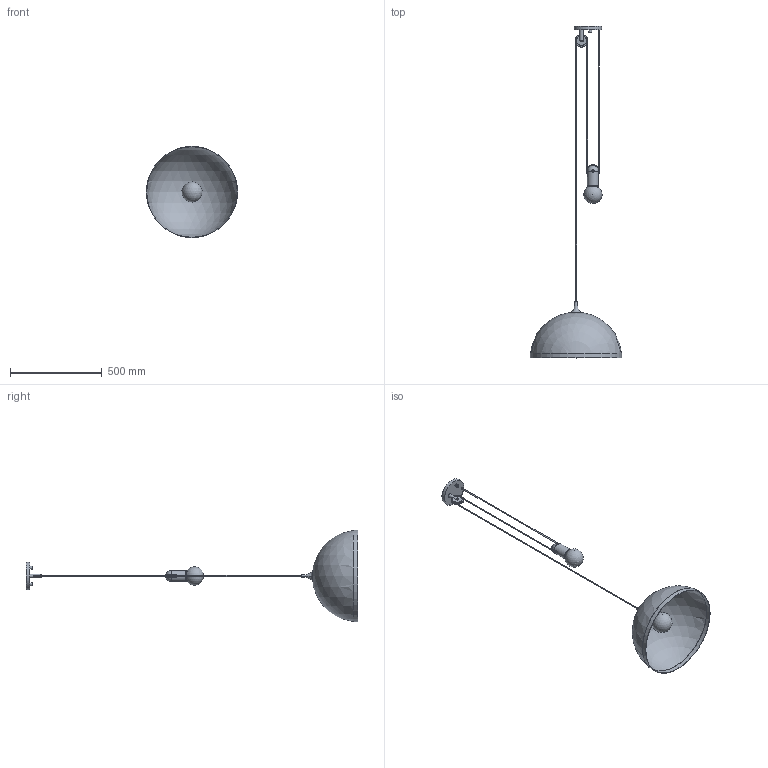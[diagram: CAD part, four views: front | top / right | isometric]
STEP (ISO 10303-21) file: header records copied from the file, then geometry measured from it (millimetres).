
FILE_DESCRIPTION(/* description */ (''),/* implementation_level */ '2;1');
FILE_NAME(/* name */ 'Turner suspension lamp.step',/* time_stamp */ '2017-02-13T12:26:17+00:00',/* author */ (''),/* organization */ (''),/* preprocessor_version */ 'ST-DEVELOPER v16.5',/* originating_system */ 'Autodesk Translation Framework v5.2.0.2920',/* authorisation */ '');
FILE_SCHEMA (('AUTOMOTIVE_DESIGN { 1 0 10303 214 3 1 1 }'));
Length unit declared in the file: millimetre
Products named in the file (1): Turner suspension lamp v2
Bounding box: 497.49 x 1810.31 x 497.49 mm (x, y, z)
Volume: 2570723.9 mm3; surface area: 1060561.2 mm2
Topology: 19 solids, 19 shells, 135 faces, 253 edges, 153 vertices
Faces by surface type: plane 42, cylinder 37, bspline 30, torus 16, sphere 9, cone 1
Full cylindrical faces by diameter (mm): 6 x5, 12 x3, 12.4 x1, 15 x2, 20 x1, 36 x1, 54 x1, 59.16 x1, 60 x1, 62 x1, 69.6 x2, 70 x2, 146 x1, 150 x1, 493.494 x1, 497.494 x1
Entity records: 4569 total; most frequent: CARTESIAN_POINT 2101, DIRECTION 518, ORIENTED_EDGE 400, AXIS2_PLACEMENT_3D 242, EDGE_CURVE 200, EDGE_LOOP 188, VERTEX_POINT 140, ADVANCED_FACE 135
